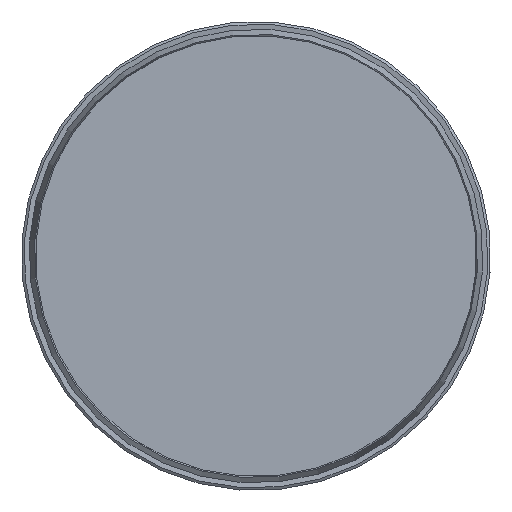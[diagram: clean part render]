
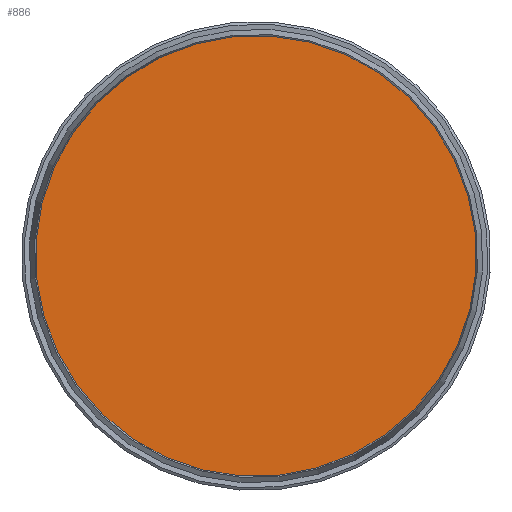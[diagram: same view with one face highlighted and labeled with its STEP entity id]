
A CAD part, front view. The second image highlights one B-rep face of the part: STEP entity #886.
In plain terms, the highlighted planar face has unit normal (0, -1, 0).
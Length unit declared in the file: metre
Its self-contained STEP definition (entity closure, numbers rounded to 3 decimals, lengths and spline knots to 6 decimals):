
#61=PLANE('',#1014);
#142=FACE_OUTER_BOUND('',#195,.T.);
#195=EDGE_LOOP('',(#707,#708));
#336=CIRCLE('',#1012,0.042756);
#337=CIRCLE('',#1013,0.042756);
#414=VERTEX_POINT('',#1499);
#415=VERTEX_POINT('',#1500);
#519=EDGE_CURVE('',#414,#415,#336,.T.);
#520=EDGE_CURVE('',#415,#414,#337,.T.);
#707=ORIENTED_EDGE('',*,*,#519,.T.);
#708=ORIENTED_EDGE('',*,*,#520,.T.);
#886=ADVANCED_FACE('',(#142),#61,.T.);
#1012=AXIS2_PLACEMENT_3D('',#1501,#1232,#1233);
#1013=AXIS2_PLACEMENT_3D('',#1502,#1234,#1235);
#1014=AXIS2_PLACEMENT_3D('',#1504,#1237,#1238);
#1232=DIRECTION('center_axis',(0.,-1.,0.));
#1233=DIRECTION('ref_axis',(0.56,0.,0.829));
#1234=DIRECTION('center_axis',(0.,-1.,0.));
#1235=DIRECTION('ref_axis',(0.56,0.,0.829));
#1237=DIRECTION('center_axis',(0.,-1.,0.));
#1238=DIRECTION('ref_axis',(0.829,0.,-0.56));
#1499=CARTESIAN_POINT('',(0.023937,0.,0.035427));
#1500=CARTESIAN_POINT('',(-0.023937,0.,-0.035427));
#1501=CARTESIAN_POINT('Origin',(0.,0.,
0.));
#1502=CARTESIAN_POINT('Origin',(0.,0.,
0.));
#1504=CARTESIAN_POINT('Origin',(0.,0.,0.));
